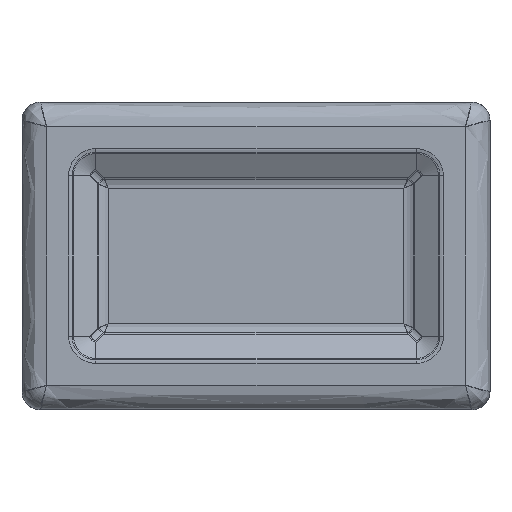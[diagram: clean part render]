
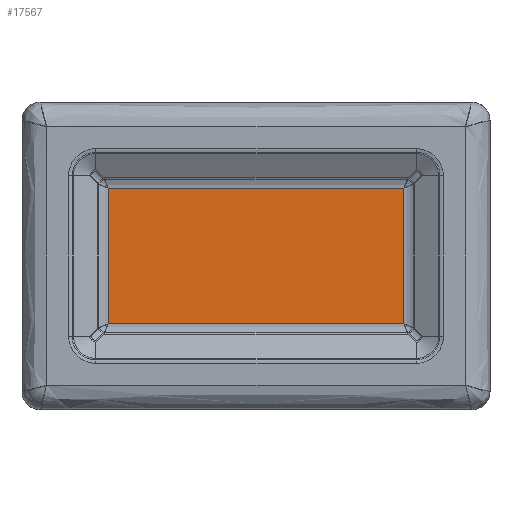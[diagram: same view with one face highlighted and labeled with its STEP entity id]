
A CAD part, front view. The second image highlights one B-rep face of the part: STEP entity #17567.
In plain terms, the highlighted free-form (B-spline) face has degree [1, 1] with [2, 2] control points.
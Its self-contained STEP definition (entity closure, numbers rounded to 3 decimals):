
#17567 = ADVANCED_FACE('',(#17568),#17598,.T.);
#17568 = FACE_BOUND('',#17569,.T.);
#17569 = EDGE_LOOP('',(#17570,#17579,#17586,#17593));
#17570 = ORIENTED_EDGE('',*,*,#17571,.T.);
#17571 = EDGE_CURVE('',#17572,#17574,#17576,.T.);
#17572 = VERTEX_POINT('',#17573);
#17573 = CARTESIAN_POINT('',(21.23,2.654,
    -9.73));
#17574 = VERTEX_POINT('',#17575);
#17575 = CARTESIAN_POINT('',(21.23,2.654,
    9.73));
#17576 = B_SPLINE_CURVE_WITH_KNOTS('',1,(#17577,#17578),.UNSPECIFIED.,
  .F.,.F.,(2,2),(-24.,-2.),.PIECEWISE_BEZIER_KNOTS.);
#17577 = CARTESIAN_POINT('',(21.23,2.654,
    -9.73));
#17578 = CARTESIAN_POINT('',(21.23,2.654,
    9.73));
#17579 = ORIENTED_EDGE('',*,*,#17580,.T.);
#17580 = EDGE_CURVE('',#17574,#17581,#17583,.T.);
#17581 = VERTEX_POINT('',#17582);
#17582 = CARTESIAN_POINT('',(-21.23,2.654,
    9.73));
#17583 = B_SPLINE_CURVE_WITH_KNOTS('',1,(#17584,#17585),.UNSPECIFIED.,
  .F.,.F.,(2,2),(-50.,-2.),.PIECEWISE_BEZIER_KNOTS.);
#17584 = CARTESIAN_POINT('',(21.23,2.654,
    9.73));
#17585 = CARTESIAN_POINT('',(-21.23,2.654,
    9.73));
#17586 = ORIENTED_EDGE('',*,*,#17587,.T.);
#17587 = EDGE_CURVE('',#17581,#17588,#17590,.T.);
#17588 = VERTEX_POINT('',#17589);
#17589 = CARTESIAN_POINT('',(-21.23,2.654,
    -9.73));
#17590 = B_SPLINE_CURVE_WITH_KNOTS('',1,(#17591,#17592),.UNSPECIFIED.,
  .F.,.F.,(2,2),(2.,24.),.PIECEWISE_BEZIER_KNOTS.);
#17591 = CARTESIAN_POINT('',(-21.23,2.654,
    9.73));
#17592 = CARTESIAN_POINT('',(-21.23,2.654,
    -9.73));
#17593 = ORIENTED_EDGE('',*,*,#17594,.T.);
#17594 = EDGE_CURVE('',#17588,#17572,#17595,.T.);
#17595 = B_SPLINE_CURVE_WITH_KNOTS('',1,(#17596,#17597),.UNSPECIFIED.,
  .F.,.F.,(2,2),(2.,50.),.PIECEWISE_BEZIER_KNOTS.);
#17596 = CARTESIAN_POINT('',(-21.23,2.654,
    -9.73));
#17597 = CARTESIAN_POINT('',(21.23,2.654,
    -9.73));
#17598 = B_SPLINE_SURFACE_WITH_KNOTS('',1,1,(
    (#17599,#17600)
    ,(#17601,#17602
    )),.UNSPECIFIED.,.F.,.F.,.F.,(2,2),(2,2),(2.,24.),(2.,50.),
  .PIECEWISE_BEZIER_KNOTS.);
#17599 = CARTESIAN_POINT('',(-21.23,2.654,
    9.73));
#17600 = CARTESIAN_POINT('',(21.23,2.654,
    9.73));
#17601 = CARTESIAN_POINT('',(-21.23,2.654,
    -9.73));
#17602 = CARTESIAN_POINT('',(21.23,2.654,
    -9.73));
